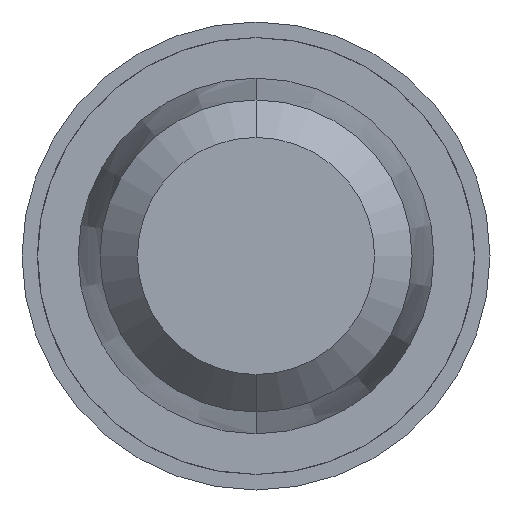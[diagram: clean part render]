
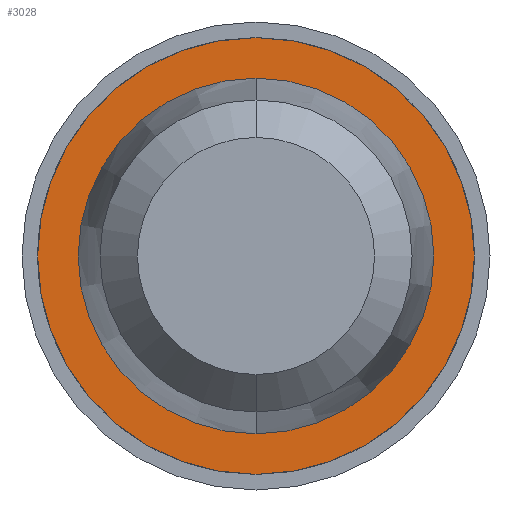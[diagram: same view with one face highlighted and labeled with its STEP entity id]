
A CAD part, front view. The second image highlights one B-rep face of the part: STEP entity #3028.
In plain terms, the highlighted planar face has unit normal (0, -1, 0).
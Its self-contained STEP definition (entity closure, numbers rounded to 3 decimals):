
#32 = ORIENTED_EDGE ( 'NONE', *, *, #3491, .F. ) ;
#74 = AXIS2_PLACEMENT_3D ( 'NONE', #2751, #1137, #211 ) ;
#188 = EDGE_CURVE ( 'Defeature ausgef�hrt2_13+Defeature ausgef�hrt2_14+Defeature ausgef�hrt2_14+Defeature ausgef�hrt2_14', #531, #3496, #1252, .T. ) ;
#211 = DIRECTION ( 'NONE',  ( 0., 0., -1. ) ) ;
#242 = FACE_BOUND ( 'NONE', #735, .T. ) ;
#278 = DIRECTION ( 'NONE',  ( 0., -1., 0. ) ) ;
#531 = VERTEX_POINT ( 'NONE', #1813 ) ;
#533 = EDGE_CURVE ( 'Defeature ausgef�hrt2_12+Defeature ausgef�hrt2_13+Defeature ausgef�hrt2_13+Defeature ausgef�hrt2_13', #2224, #2542, #586, .T. ) ;
#537 = EDGE_CURVE ( 'Defeature ausgef�hrt2_13+Defeature ausgef�hrt2_14+Defeature ausgef�hrt2_14+Defeature ausgef�hrt2_14', #3496, #531, #3771, .T. ) ;
#586 = CIRCLE ( 'NONE', #647, 0.57 ) ;
#647 = AXIS2_PLACEMENT_3D ( 'NONE', #1200, #1521, #3297 ) ;
#735 = EDGE_LOOP ( 'NONE', ( #32, #1799 ) ) ;
#1048 = CARTESIAN_POINT ( 'NONE',  ( 0., 26., 0.57 ) ) ;
#1137 = DIRECTION ( 'NONE',  ( 0., -1., 0. ) ) ;
#1200 = CARTESIAN_POINT ( 'NONE',  ( 0., 26., 0. ) ) ;
#1252 = CIRCLE ( 'NONE', #3933, 0.7 ) ;
#1493 = CARTESIAN_POINT ( 'NONE',  ( 0., 26., 0. ) ) ;
#1521 = DIRECTION ( 'NONE',  ( 0., -1., 0. ) ) ;
#1740 = EDGE_LOOP ( 'NONE', ( #3916, #3475 ) ) ;
#1799 = ORIENTED_EDGE ( 'NONE', *, *, #533, .F. ) ;
#1813 = CARTESIAN_POINT ( 'NONE',  ( 0., 26., -0.7 ) ) ;
#2062 = CARTESIAN_POINT ( 'NONE',  ( 0.57, 26., 0. ) ) ;
#2065 = DIRECTION ( 'NONE',  ( 0., 0., -1. ) ) ;
#2103 = FACE_OUTER_BOUND ( 'NONE', #1740, .T. ) ;
#2124 = CIRCLE ( 'NONE', #74, 0.57 ) ;
#2151 = CARTESIAN_POINT ( 'NONE',  ( 0., 26., 0. ) ) ;
#2184 = AXIS2_PLACEMENT_3D ( 'NONE', #2062, #278, #2426 ) ;
#2224 = VERTEX_POINT ( 'NONE', #3678 ) ;
#2426 = DIRECTION ( 'NONE',  ( 0., 0., -1. ) ) ;
#2542 = VERTEX_POINT ( 'NONE', #1048 ) ;
#2751 = CARTESIAN_POINT ( 'NONE',  ( 0., 26., 0. ) ) ;
#3026 = PLANE ( 'NONE',  #2184 ) ;
#3028 = ADVANCED_FACE ( 'Defeature ausgef�hrt2_13', ( #2103, #242 ), #3026, .T. ) ;
#3297 = DIRECTION ( 'NONE',  ( 0., 0., -1. ) ) ;
#3475 = ORIENTED_EDGE ( 'NONE', *, *, #537, .T. ) ;
#3491 = EDGE_CURVE ( 'Defeature ausgef�hrt2_12+Defeature ausgef�hrt2_13+Defeature ausgef�hrt2_13+Defeature ausgef�hrt2_13', #2542, #2224, #2124, .T. ) ;
#3496 = VERTEX_POINT ( 'NONE', #3852 ) ;
#3515 = AXIS2_PLACEMENT_3D ( 'NONE', #2151, #3917, #3615 ) ;
#3615 = DIRECTION ( 'NONE',  ( 0., 0., -1. ) ) ;
#3626 = DIRECTION ( 'NONE',  ( 0., -1., 0. ) ) ;
#3678 = CARTESIAN_POINT ( 'NONE',  ( 0., 26., -0.57 ) ) ;
#3771 = CIRCLE ( 'NONE', #3515, 0.7 ) ;
#3852 = CARTESIAN_POINT ( 'NONE',  ( 0., 26., 0.7 ) ) ;
#3916 = ORIENTED_EDGE ( 'NONE', *, *, #188, .T. ) ;
#3917 = DIRECTION ( 'NONE',  ( 0., -1., 0. ) ) ;
#3933 = AXIS2_PLACEMENT_3D ( 'NONE', #1493, #3626, #2065 ) ;
